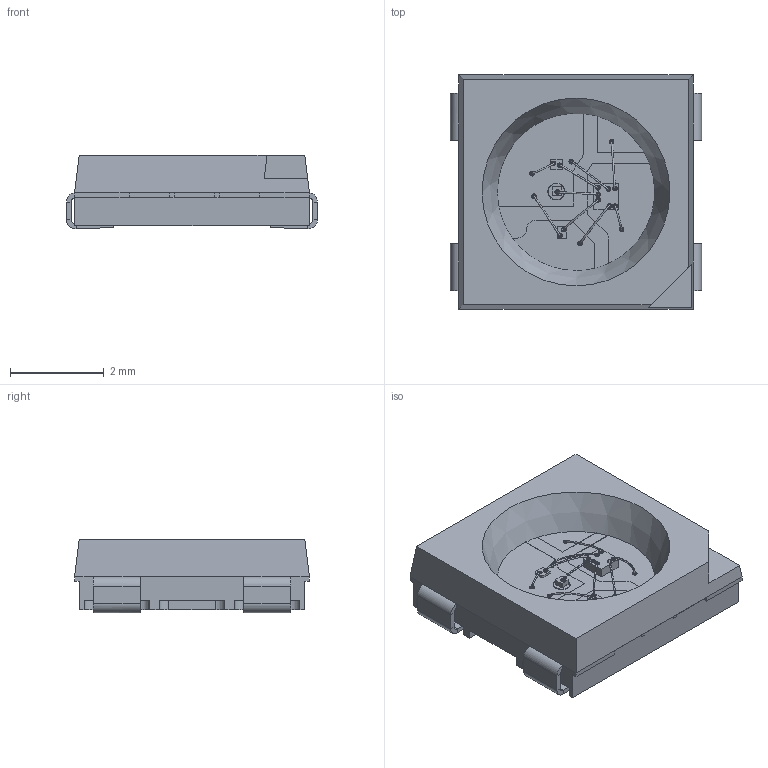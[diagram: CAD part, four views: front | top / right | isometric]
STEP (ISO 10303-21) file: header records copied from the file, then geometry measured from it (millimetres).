
FILE_DESCRIPTION(/* description */ (''),/* implementation_level */ '2;1');
FILE_NAME(/* name */ 'WS2812B.step',/* time_stamp */ '2021-04-13T15:23:43+03:00',/* author */ (''),/* organization */ (''),/* preprocessor_version */ 'ST-DEVELOPER v18.1',/* originating_system */ 'Autodesk Translation Framework v10.6.0.1341',/* authorisation */ '');
FILE_SCHEMA (('AUTOMOTIVE_DESIGN { 1 0 10303 214 3 1 1 }'));
Length unit declared in the file: millimetre
Products named in the file (1): WS2812B
Bounding box: 5.35 x 5 x 1.57 mm (x, y, z)
Volume: 26.3 mm3; surface area: 158.3 mm2
Topology: 19 solids, 19 shells, 462 faces, 1127 edges, 714 vertices
Faces by surface type: plane 330, cylinder 61, bspline 50, torus 20, cone 1
Full cylindrical faces by diameter (mm): 0.36 x1, 0.4 x6, 0.5 x2, 1 x1
Entity records: 17653 total; most frequent: CARTESIAN_POINT 6857, ORIENTED_EDGE 2252, DIRECTION 2081, EDGE_CURVE 1126, LINE 773, VECTOR 773, VERTEX_POINT 714, AXIS2_PLACEMENT_3D 654
